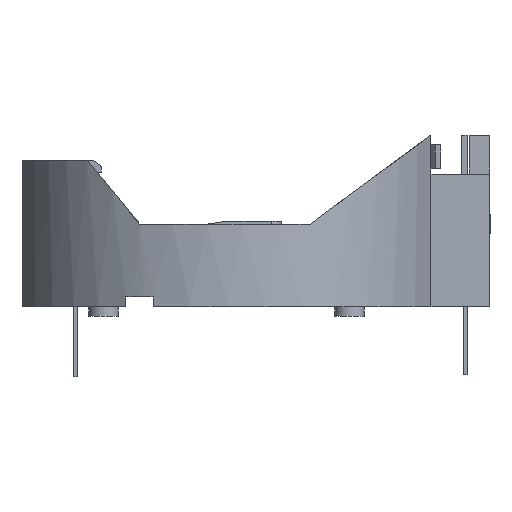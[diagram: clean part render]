
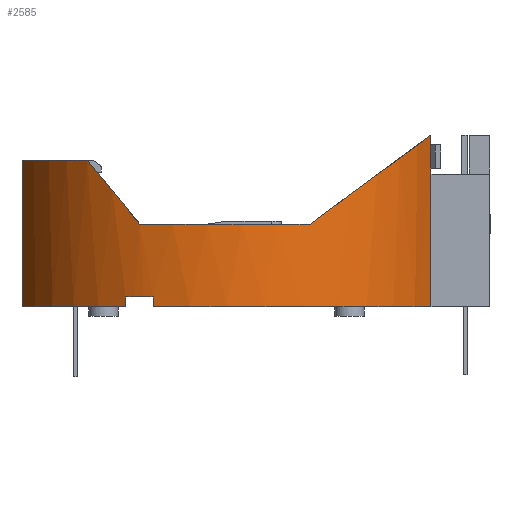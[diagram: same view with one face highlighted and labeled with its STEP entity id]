
A CAD part, front view. The second image highlights one B-rep face of the part: STEP entity #2585.
In plain terms, the highlighted cylindrical face has radius 11.15 mm (diameter 22.3 mm), a partial arc.
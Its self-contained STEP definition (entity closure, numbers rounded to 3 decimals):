
#68 = ORIENTED_EDGE ( 'NONE', *, *, #9193, .T. ) ;
#538 = CARTESIAN_POINT ( 'NONE',  ( -11.982, -3.8, 8.8 ) ) ;
#602 = VERTEX_POINT ( 'NONE', #10720 ) ;
#739 = EDGE_CURVE ( 'NONE', #17000, #15468, #7674, .T. ) ;
#748 = AXIS2_PLACEMENT_3D ( 'NONE', #18726, #17366, #14592 ) ;
#832 = CARTESIAN_POINT ( 'NONE',  ( 7.901, -6.783, 8.005 ) ) ;
#937 = CARTESIAN_POINT ( 'NONE',  ( 2.78, -10.296, 4.238 ) ) ;
#993 = EDGE_CURVE ( 'NONE', #9015, #602, #14467, .T. ) ;
#1158 = CIRCLE ( 'NONE', #17581, 11.15 ) ;
#1557 = DIRECTION ( 'NONE',  ( 0., 0., -1. ) ) ;
#1677 = VERTEX_POINT ( 'NONE', #2458 ) ;
#1802 = CARTESIAN_POINT ( 'NONE',  ( -5.277, -10.491, 0.5 ) ) ;
#2042 = CARTESIAN_POINT ( 'NONE',  ( -11.982, -3.8, 2.8 ) ) ;
#2291 = DIRECTION ( 'NONE',  ( -1., 0., 0. ) ) ;
#2390 = CARTESIAN_POINT ( 'NONE',  ( 8.982, -3.8, 8.8 ) ) ;
#2458 = CARTESIAN_POINT ( 'NONE',  ( -11.982, -3.8, 7.5 ) ) ;
#2585 = ADVANCED_FACE ( 'NONE', ( #17048 ), #8055, .T. ) ;
#2838 = DIRECTION ( 'NONE',  ( 0., 0., 1. ) ) ;
#3007 = AXIS2_PLACEMENT_3D ( 'NONE', #12410, #13970, #15778 ) ;
#3078 = VERTEX_POINT ( 'NONE', #19234 ) ;
#3379 = CARTESIAN_POINT ( 'NONE',  ( 8.982, -3.8, 6.8 ) ) ;
#3459 = EDGE_CURVE ( 'NONE', #602, #9851, #13403, .T. ) ;
#3646 = EDGE_CURVE ( 'NONE', #8628, #8778, #9255, .T. ) ;
#3993 = CARTESIAN_POINT ( 'NONE',  ( -1.5, 0., 0.5 ) ) ;
#4182 = CARTESIAN_POINT ( 'NONE',  ( 8.982, -3.8, 0. ) ) ;
#4234 = ORIENTED_EDGE ( 'NONE', *, *, #3459, .T. ) ;
#4316 = CARTESIAN_POINT ( 'NONE',  ( -1.5, 0., 7.5 ) ) ;
#4360 = ORIENTED_EDGE ( 'NONE', *, *, #10600, .F. ) ;
#4499 = DIRECTION ( 'NONE',  ( -1., 0., 0. ) ) ;
#4679 = VECTOR ( 'NONE', #11140, 1000. ) ;
#4869 =( BOUNDED_CURVE ( )  B_SPLINE_CURVE ( 3, ( #10182, #832, #19093, #937 ),
 .UNSPECIFIED., .F., .T. ) 
 B_SPLINE_CURVE_WITH_KNOTS ( ( 4, 4 ),
 ( 3.489, 4.318 ),
 .UNSPECIFIED. ) 
 CURVE ( )  GEOMETRIC_REPRESENTATION_ITEM ( )  RATIONAL_B_SPLINE_CURVE ( ( 1., 0.944, 0.944, 1. ) ) 
 REPRESENTATION_ITEM ( '' )  );
#4986 = LINE ( 'NONE', #14040, #17498 ) ;
#5464 = ORIENTED_EDGE ( 'NONE', *, *, #14308, .F. ) ;
#5557 = VERTEX_POINT ( 'NONE', #2390 ) ;
#5804 = DIRECTION ( 'NONE',  ( 1., 0., 0. ) ) ;
#5822 = VECTOR ( 'NONE', #1557, 1000. ) ;
#5958 = AXIS2_PLACEMENT_3D ( 'NONE', #16237, #19487, #10107 ) ;
#6035 = CARTESIAN_POINT ( 'NONE',  ( -12., -3.751, 8.8 ) ) ;
#6060 = CARTESIAN_POINT ( 'NONE',  ( -5.959, -10.22, 4.238 ) ) ;
#6152 = CARTESIAN_POINT ( 'NONE',  ( -7.834, -9.238, 6.512 ) ) ;
#6537 = VERTEX_POINT ( 'NONE', #7015 ) ;
#6740 = DIRECTION ( 'NONE',  ( 0., 0., -1. ) ) ;
#7015 = CARTESIAN_POINT ( 'NONE',  ( -8.648, -8.558, 7.5 ) ) ;
#7251 = ORIENTED_EDGE ( 'NONE', *, *, #12543, .F. ) ;
#7486 = ORIENTED_EDGE ( 'NONE', *, *, #9357, .T. ) ;
#7583 = CARTESIAN_POINT ( 'NONE',  ( -6.686, -9.871, 8.8 ) ) ;
#7674 = CIRCLE ( 'NONE', #19338, 11.15 ) ;
#8023 = VECTOR ( 'NONE', #15977, 1000. ) ;
#8055 = CYLINDRICAL_SURFACE ( 'NONE', #3007, 11.15 ) ;
#8260 = EDGE_CURVE ( 'NONE', #8778, #9015, #9375, .T. ) ;
#8628 = VERTEX_POINT ( 'NONE', #2042 ) ;
#8778 = VERTEX_POINT ( 'NONE', #13019 ) ;
#8971 = DIRECTION ( 'NONE',  ( 0., 0., -1. ) ) ;
#9015 = VERTEX_POINT ( 'NONE', #18522 ) ;
#9160 = LINE ( 'NONE', #14977, #5822 ) ;
#9193 = EDGE_CURVE ( 'NONE', #5557, #17000, #4869, .T. ) ;
#9255 = CIRCLE ( 'NONE', #748, 11.15 ) ;
#9357 = EDGE_CURVE ( 'NONE', #9452, #3078, #4986, .T. ) ;
#9375 = LINE ( 'NONE', #6035, #19422 ) ;
#9378 = CARTESIAN_POINT ( 'NONE',  ( -6.686, -9.871, 0.5 ) ) ;
#9452 = VERTEX_POINT ( 'NONE', #1802 ) ;
#9604 = AXIS2_PLACEMENT_3D ( 'NONE', #3993, #6740, #12973 ) ;
#9614 = VECTOR ( 'NONE', #2838, 1000. ) ;
#9755 = CARTESIAN_POINT ( 'NONE',  ( 8.982, -3.8, 8.8 ) ) ;
#9851 = VERTEX_POINT ( 'NONE', #9378 ) ;
#10107 = DIRECTION ( 'NONE',  ( 1., 0., 0. ) ) ;
#10180 = EDGE_CURVE ( 'NONE', #15468, #6537, #12199, .T. ) ;
#10182 = CARTESIAN_POINT ( 'NONE',  ( 8.982, -3.8, 8.8 ) ) ;
#10196 = AXIS2_PLACEMENT_3D ( 'NONE', #4316, #13480, #4499 ) ;
#10292 = EDGE_LOOP ( 'NONE', ( #18612, #4234, #5464, #7486, #16140, #4360, #12419, #68, #11300, #11077, #19250, #7251, #19094, #17094 ) ) ;
#10419 = CARTESIAN_POINT ( 'NONE',  ( -1.5, 0., 0. ) ) ;
#10591 = CARTESIAN_POINT ( 'NONE',  ( -6.931, -9.795, 5.417 ) ) ;
#10600 = EDGE_CURVE ( 'NONE', #15474, #14416, #9160, .T. ) ;
#10720 = CARTESIAN_POINT ( 'NONE',  ( -6.686, -9.871, 0. ) ) ;
#10932 = EDGE_CURVE ( 'NONE', #5557, #15474, #14294, .T. ) ;
#11077 = ORIENTED_EDGE ( 'NONE', *, *, #10180, .T. ) ;
#11140 = DIRECTION ( 'NONE',  ( 0., 0., 1. ) ) ;
#11300 = ORIENTED_EDGE ( 'NONE', *, *, #739, .T. ) ;
#12017 = DIRECTION ( 'NONE',  ( 0., 0., 1. ) ) ;
#12199 =( BOUNDED_CURVE ( )  B_SPLINE_CURVE ( 3, ( #6060, #10591, #6152, #17208 ),
 .UNSPECIFIED., .F., .F. ) 
 B_SPLINE_CURVE_WITH_KNOTS ( ( 4, 4 ),
 ( 1.982, 2.267 ),
 .UNSPECIFIED. ) 
 CURVE ( )  GEOMETRIC_REPRESENTATION_ITEM ( )  RATIONAL_B_SPLINE_CURVE ( ( 1., 0.993, 0.993, 1. ) ) 
 REPRESENTATION_ITEM ( '' )  );
#12208 = CARTESIAN_POINT ( 'NONE',  ( 2.78, -10.296, 4.238 ) ) ;
#12410 = CARTESIAN_POINT ( 'NONE',  ( -1.5, 0., 8.8 ) ) ;
#12419 = ORIENTED_EDGE ( 'NONE', *, *, #10932, .F. ) ;
#12423 = EDGE_CURVE ( 'NONE', #3078, #14416, #1158, .T. ) ;
#12543 = EDGE_CURVE ( 'NONE', #8628, #1677, #14064, .T. ) ;
#12583 = DIRECTION ( 'NONE',  ( 0., 0., -1. ) ) ;
#12973 = DIRECTION ( 'NONE',  ( -1., 0., 0. ) ) ;
#13019 = CARTESIAN_POINT ( 'NONE',  ( -12., -3.751, 2.8 ) ) ;
#13403 = LINE ( 'NONE', #7583, #9614 ) ;
#13480 = DIRECTION ( 'NONE',  ( 0., 0., -1. ) ) ;
#13925 = EDGE_CURVE ( 'NONE', #6537, #1677, #18720, .T. ) ;
#13970 = DIRECTION ( 'NONE',  ( 0., 0., -1. ) ) ;
#14012 = CIRCLE ( 'NONE', #9604, 11.15 ) ;
#14040 = CARTESIAN_POINT ( 'NONE',  ( -5.277, -10.491, 8.8 ) ) ;
#14064 = LINE ( 'NONE', #538, #4679 ) ;
#14294 = LINE ( 'NONE', #9755, #8023 ) ;
#14308 = EDGE_CURVE ( 'NONE', #9452, #9851, #14012, .T. ) ;
#14416 = VERTEX_POINT ( 'NONE', #4182 ) ;
#14467 = CIRCLE ( 'NONE', #5958, 11.15 ) ;
#14549 = CARTESIAN_POINT ( 'NONE',  ( -1.5, 0., 4.238 ) ) ;
#14592 = DIRECTION ( 'NONE',  ( -1., 0., 0. ) ) ;
#14977 = CARTESIAN_POINT ( 'NONE',  ( 8.982, -3.8, 8.8 ) ) ;
#15468 = VERTEX_POINT ( 'NONE', #18473 ) ;
#15474 = VERTEX_POINT ( 'NONE', #3379 ) ;
#15778 = DIRECTION ( 'NONE',  ( -1., 0., 0. ) ) ;
#15977 = DIRECTION ( 'NONE',  ( 0., 0., -1. ) ) ;
#16140 = ORIENTED_EDGE ( 'NONE', *, *, #12423, .T. ) ;
#16237 = CARTESIAN_POINT ( 'NONE',  ( -1.5, 0., 0. ) ) ;
#17000 = VERTEX_POINT ( 'NONE', #12208 ) ;
#17048 = FACE_OUTER_BOUND ( 'NONE', #10292, .T. ) ;
#17094 = ORIENTED_EDGE ( 'NONE', *, *, #8260, .T. ) ;
#17208 = CARTESIAN_POINT ( 'NONE',  ( -8.648, -8.558, 7.5 ) ) ;
#17366 = DIRECTION ( 'NONE',  ( 0., 0., -1. ) ) ;
#17498 = VECTOR ( 'NONE', #12583, 1000. ) ;
#17581 = AXIS2_PLACEMENT_3D ( 'NONE', #10419, #12017, #5804 ) ;
#18473 = CARTESIAN_POINT ( 'NONE',  ( -5.959, -10.22, 4.238 ) ) ;
#18522 = CARTESIAN_POINT ( 'NONE',  ( -12., -3.751, 0. ) ) ;
#18612 = ORIENTED_EDGE ( 'NONE', *, *, #993, .T. ) ;
#18720 = CIRCLE ( 'NONE', #10196, 11.15 ) ;
#18726 = CARTESIAN_POINT ( 'NONE',  ( -1.5, 0., 2.8 ) ) ;
#18910 = DIRECTION ( 'NONE',  ( 0., 0., -1. ) ) ;
#19093 = CARTESIAN_POINT ( 'NONE',  ( 5.71, -9.078, 6.393 ) ) ;
#19094 = ORIENTED_EDGE ( 'NONE', *, *, #3646, .T. ) ;
#19234 = CARTESIAN_POINT ( 'NONE',  ( -5.277, -10.491, 0. ) ) ;
#19250 = ORIENTED_EDGE ( 'NONE', *, *, #13925, .T. ) ;
#19338 = AXIS2_PLACEMENT_3D ( 'NONE', #14549, #18910, #2291 ) ;
#19422 = VECTOR ( 'NONE', #8971, 1000. ) ;
#19487 = DIRECTION ( 'NONE',  ( 0., 0., 1. ) ) ;
